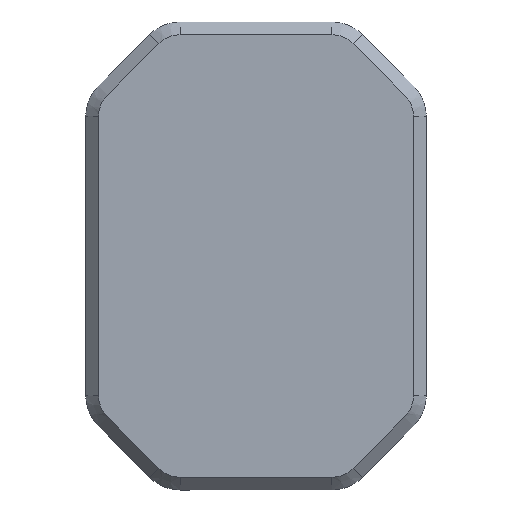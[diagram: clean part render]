
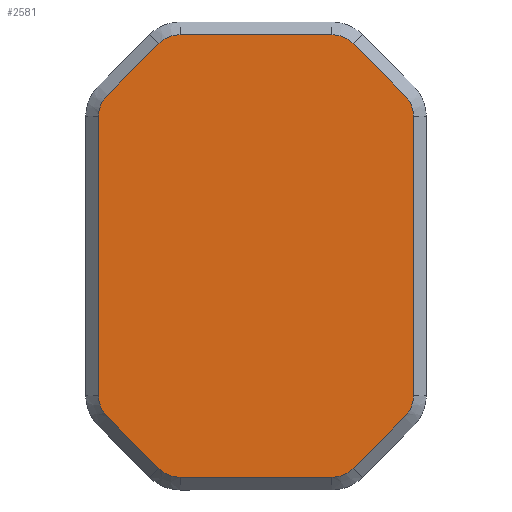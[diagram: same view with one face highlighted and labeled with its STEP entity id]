
A CAD part, front view. The second image highlights one B-rep face of the part: STEP entity #2581.
In plain terms, the highlighted planar face has unit normal (0, -1, 0).
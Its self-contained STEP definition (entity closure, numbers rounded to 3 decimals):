
#75=PLANE('',#2822);
#264=FACE_OUTER_BOUND('',#426,.T.);
#426=EDGE_LOOP('',(#2346,#2347,#2348,#2349,#2350,#2351,#2352,#2353,#2354,
#2355,#2356,#2357,#2358,#2359,#2360,#2361));
#507=CIRCLE('',#2790,7.);
#509=CIRCLE('',#2794,7.);
#511=CIRCLE('',#2798,7.);
#513=CIRCLE('',#2802,7.);
#514=CIRCLE('',#2805,7.);
#515=CIRCLE('',#2808,7.);
#516=CIRCLE('',#2811,7.);
#517=CIRCLE('',#2814,7.);
#770=LINE('',#7239,#970);
#775=LINE('',#7252,#975);
#778=LINE('',#7263,#978);
#783=LINE('',#7276,#983);
#786=LINE('',#7286,#986);
#790=LINE('',#7295,#990);
#793=LINE('',#7303,#993);
#796=LINE('',#7311,#996);
#970=VECTOR('',#3398,10.);
#975=VECTOR('',#3411,10.);
#978=VECTOR('',#3422,10.);
#983=VECTOR('',#3435,10.);
#986=VECTOR('',#3446,10.);
#990=VECTOR('',#3456,10.);
#993=VECTOR('',#3465,10.);
#996=VECTOR('',#3474,10.);
#1215=VERTEX_POINT('',#7236);
#1216=VERTEX_POINT('',#7238);
#1218=VERTEX_POINT('',#7244);
#1220=VERTEX_POINT('',#7250);
#1222=VERTEX_POINT('',#7256);
#1224=VERTEX_POINT('',#7261);
#1226=VERTEX_POINT('',#7268);
#1228=VERTEX_POINT('',#7274);
#1230=VERTEX_POINT('',#7280);
#1231=VERTEX_POINT('',#7284);
#1232=VERTEX_POINT('',#7289);
#1233=VERTEX_POINT('',#7293);
#1234=VERTEX_POINT('',#7297);
#1235=VERTEX_POINT('',#7301);
#1236=VERTEX_POINT('',#7305);
#1237=VERTEX_POINT('',#7309);
#1568=EDGE_CURVE('',#1215,#1216,#770,.T.);
#1572=EDGE_CURVE('',#1218,#1215,#507,.T.);
#1575=EDGE_CURVE('',#1220,#1218,#775,.T.);
#1578=EDGE_CURVE('',#1222,#1220,#509,.T.);
#1580=EDGE_CURVE('',#1224,#1222,#778,.T.);
#1584=EDGE_CURVE('',#1226,#1224,#511,.T.);
#1587=EDGE_CURVE('',#1228,#1226,#783,.T.);
#1590=EDGE_CURVE('',#1230,#1228,#513,.T.);
#1592=EDGE_CURVE('',#1231,#1230,#786,.T.);
#1595=EDGE_CURVE('',#1232,#1231,#514,.T.);
#1597=EDGE_CURVE('',#1233,#1232,#790,.T.);
#1599=EDGE_CURVE('',#1234,#1233,#515,.T.);
#1601=EDGE_CURVE('',#1235,#1234,#793,.T.);
#1603=EDGE_CURVE('',#1236,#1235,#516,.T.);
#1605=EDGE_CURVE('',#1237,#1236,#796,.T.);
#1606=EDGE_CURVE('',#1216,#1237,#517,.T.);
#2346=ORIENTED_EDGE('',*,*,#1568,.F.);
#2347=ORIENTED_EDGE('',*,*,#1572,.F.);
#2348=ORIENTED_EDGE('',*,*,#1575,.F.);
#2349=ORIENTED_EDGE('',*,*,#1578,.F.);
#2350=ORIENTED_EDGE('',*,*,#1580,.F.);
#2351=ORIENTED_EDGE('',*,*,#1584,.F.);
#2352=ORIENTED_EDGE('',*,*,#1587,.F.);
#2353=ORIENTED_EDGE('',*,*,#1590,.F.);
#2354=ORIENTED_EDGE('',*,*,#1592,.F.);
#2355=ORIENTED_EDGE('',*,*,#1595,.F.);
#2356=ORIENTED_EDGE('',*,*,#1597,.F.);
#2357=ORIENTED_EDGE('',*,*,#1599,.F.);
#2358=ORIENTED_EDGE('',*,*,#1601,.F.);
#2359=ORIENTED_EDGE('',*,*,#1603,.F.);
#2360=ORIENTED_EDGE('',*,*,#1605,.F.);
#2361=ORIENTED_EDGE('',*,*,#1606,.F.);
#2581=ADVANCED_FACE('',(#264),#75,.T.);
#2790=AXIS2_PLACEMENT_3D('',#7246,#3405,#3406);
#2794=AXIS2_PLACEMENT_3D('',#7258,#3417,#3418);
#2798=AXIS2_PLACEMENT_3D('',#7270,#3429,#3430);
#2802=AXIS2_PLACEMENT_3D('',#7282,#3441,#3442);
#2805=AXIS2_PLACEMENT_3D('',#7291,#3451,#3452);
#2808=AXIS2_PLACEMENT_3D('',#7299,#3460,#3461);
#2811=AXIS2_PLACEMENT_3D('',#7307,#3469,#3470);
#2814=AXIS2_PLACEMENT_3D('',#7313,#3477,#3478);
#2822=AXIS2_PLACEMENT_3D('',#7328,#3500,#3501);
#3398=DIRECTION('',(0.,0.,-1.));
#3405=DIRECTION('center_axis',(0.,1.,0.));
#3406=DIRECTION('ref_axis',(0.924,0.,0.383));
#3411=DIRECTION('',(0.707,0.,-0.707));
#3417=DIRECTION('center_axis',(0.,1.,0.));
#3418=DIRECTION('ref_axis',(0.383,0.,0.924));
#3422=DIRECTION('',(1.,0.,0.));
#3429=DIRECTION('center_axis',(0.,1.,0.));
#3430=DIRECTION('ref_axis',(-0.383,0.,0.924));
#3435=DIRECTION('',(0.707,0.,0.707));
#3441=DIRECTION('center_axis',(0.,1.,0.));
#3442=DIRECTION('ref_axis',(-0.924,0.,0.383));
#3446=DIRECTION('',(0.,0.,1.));
#3451=DIRECTION('center_axis',(0.,1.,0.));
#3452=DIRECTION('ref_axis',(-0.924,0.,-0.383));
#3456=DIRECTION('',(-0.707,0.,0.707));
#3460=DIRECTION('center_axis',(0.,1.,0.));
#3461=DIRECTION('ref_axis',(-0.383,0.,-0.924));
#3465=DIRECTION('',(-1.,0.,0.));
#3469=DIRECTION('center_axis',(0.,1.,0.));
#3470=DIRECTION('ref_axis',(0.383,0.,-0.924));
#3474=DIRECTION('',(-0.707,0.,-0.707));
#3477=DIRECTION('center_axis',(0.,1.,0.));
#3478=DIRECTION('ref_axis',(0.924,0.,-0.383));
#3500=DIRECTION('center_axis',(0.,-1.,0.));
#3501=DIRECTION('ref_axis',(0.,0.,-1.));
#7236=CARTESIAN_POINT('',(37.,-12.,32.858));
#7238=CARTESIAN_POINT('',(37.,-12.,-32.858));
#7239=CARTESIAN_POINT('',(37.,-12.,-27.5));
#7244=CARTESIAN_POINT('',(34.95,-12.,37.808));
#7246=CARTESIAN_POINT('Origin',(30.,-12.,32.858));
#7250=CARTESIAN_POINT('',(22.808,-12.,49.95));
#7252=CARTESIAN_POINT('',(32.629,-12.,40.129));
#7256=CARTESIAN_POINT('',(17.858,-12.,52.));
#7258=CARTESIAN_POINT('Origin',(17.858,-12.,45.));
#7261=CARTESIAN_POINT('',(-17.858,-12.,52.));
#7263=CARTESIAN_POINT('',(20.,-12.,52.));
#7268=CARTESIAN_POINT('',(-22.808,-12.,49.95));
#7270=CARTESIAN_POINT('Origin',(-17.858,-12.,45.));
#7274=CARTESIAN_POINT('',(-34.95,-12.,37.808));
#7276=CARTESIAN_POINT('',(-32.629,-12.,40.129));
#7280=CARTESIAN_POINT('',(-37.,-12.,32.858));
#7282=CARTESIAN_POINT('Origin',(-30.,-12.,32.858));
#7284=CARTESIAN_POINT('',(-37.,-12.,-32.858));
#7286=CARTESIAN_POINT('',(-37.,-12.,27.5));
#7289=CARTESIAN_POINT('',(-34.95,-12.,-37.808));
#7291=CARTESIAN_POINT('Origin',(-30.,-12.,-32.858));
#7293=CARTESIAN_POINT('',(-22.808,-12.,-49.95));
#7295=CARTESIAN_POINT('',(-32.629,-12.,-40.129));
#7297=CARTESIAN_POINT('',(-17.858,-12.,-52.));
#7299=CARTESIAN_POINT('Origin',(-17.858,-12.,-45.));
#7301=CARTESIAN_POINT('',(17.858,-12.,-52.));
#7303=CARTESIAN_POINT('',(-20.,-12.,-52.));
#7305=CARTESIAN_POINT('',(22.808,-12.,-49.95));
#7307=CARTESIAN_POINT('Origin',(17.858,-12.,-45.));
#7309=CARTESIAN_POINT('',(34.95,-12.,-37.808));
#7311=CARTESIAN_POINT('',(32.629,-12.,-40.129));
#7313=CARTESIAN_POINT('Origin',(30.,-12.,-32.858));
#7328=CARTESIAN_POINT('Origin',(0.,-12.,0.));
